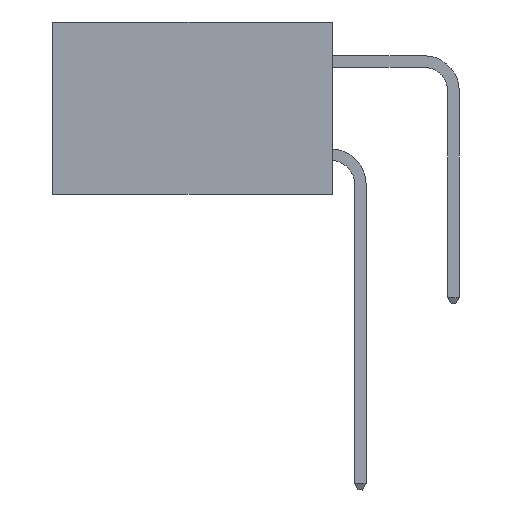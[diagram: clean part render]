
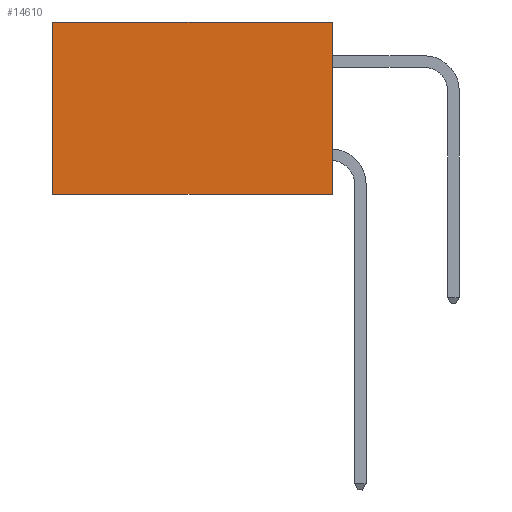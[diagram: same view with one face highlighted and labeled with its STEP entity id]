
A CAD part, left-side view. The second image highlights one B-rep face of the part: STEP entity #14610.
In plain terms, the highlighted planar face has unit normal (-1, 0, 0).
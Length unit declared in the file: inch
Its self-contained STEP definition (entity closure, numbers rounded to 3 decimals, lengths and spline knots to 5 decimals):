
#299 = CARTESIAN_POINT ( 'NONE',  ( 0.2615, 0.6, 0. ) ) ;
#686 = VECTOR ( 'NONE', #14300, 39.37008 ) ;
#753 = EDGE_CURVE ( 'NONE', #1929, #10029, #9985, .T. ) ;
#780 = DIRECTION ( 'NONE',  ( 0., 0., -1. ) ) ;
#1279 = VECTOR ( 'NONE', #1725, 39.37008 ) ;
#1725 = DIRECTION ( 'NONE',  ( 0., 1., 0. ) ) ;
#1929 = VERTEX_POINT ( 'NONE', #299 ) ;
#2827 = CARTESIAN_POINT ( 'NONE',  ( 0.2615, 0., -0.37 ) ) ;
#4958 = CARTESIAN_POINT ( 'NONE',  ( 0.2615, 0., -0.37 ) ) ;
#5576 = VERTEX_POINT ( 'NONE', #6225 ) ;
#5791 = EDGE_CURVE ( 'NONE', #5576, #12266, #6600, .T. ) ;
#6225 = CARTESIAN_POINT ( 'NONE',  ( 0.2615, 0., 0. ) ) ;
#6275 = AXIS2_PLACEMENT_3D ( 'NONE', #2827, #15533, #21115 ) ;
#6588 = ORIENTED_EDGE ( 'NONE', *, *, #8776, .T. ) ;
#6600 = LINE ( 'NONE', #13842, #21793 ) ;
#6832 = VECTOR ( 'NONE', #780, 39.37008 ) ;
#8709 = ORIENTED_EDGE ( 'NONE', *, *, #16473, .F. ) ;
#8776 = EDGE_CURVE ( 'NONE', #5576, #1929, #19889, .T. ) ;
#8821 = EDGE_LOOP ( 'NONE', ( #17376, #8709, #20646, #6588 ) ) ;
#9985 = LINE ( 'NONE', #23201, #6832 ) ;
#10029 = VERTEX_POINT ( 'NONE', #10458 ) ;
#10458 = CARTESIAN_POINT ( 'NONE',  ( 0.2615, 0.6, -0.37 ) ) ;
#12266 = VERTEX_POINT ( 'NONE', #4958 ) ;
#13842 = CARTESIAN_POINT ( 'NONE',  ( 0.2615, 0., -0.37 ) ) ;
#14300 = DIRECTION ( 'NONE',  ( 0., 1., 0. ) ) ;
#14416 = CARTESIAN_POINT ( 'NONE',  ( 0.2615, 0., -0.37 ) ) ;
#14610 = ADVANCED_FACE ( 'NONE', ( #23194 ), #19413, .F. ) ;
#15533 = DIRECTION ( 'NONE',  ( 1., 0., 0. ) ) ;
#16473 = EDGE_CURVE ( 'NONE', #12266, #10029, #23766, .T. ) ;
#17376 = ORIENTED_EDGE ( 'NONE', *, *, #753, .T. ) ;
#19413 = PLANE ( 'NONE',  #6275 ) ;
#19889 = LINE ( 'NONE', #22189, #1279 ) ;
#20646 = ORIENTED_EDGE ( 'NONE', *, *, #5791, .F. ) ;
#21115 = DIRECTION ( 'NONE',  ( 0., 0., -1. ) ) ;
#21793 = VECTOR ( 'NONE', #23565, 39.37008 ) ;
#22189 = CARTESIAN_POINT ( 'NONE',  ( 0.2615, 0., 0. ) ) ;
#23194 = FACE_OUTER_BOUND ( 'NONE', #8821, .T. ) ;
#23201 = CARTESIAN_POINT ( 'NONE',  ( 0.2615, 0.6, -0.37 ) ) ;
#23565 = DIRECTION ( 'NONE',  ( 0., 0., -1. ) ) ;
#23766 = LINE ( 'NONE', #14416, #686 ) ;
